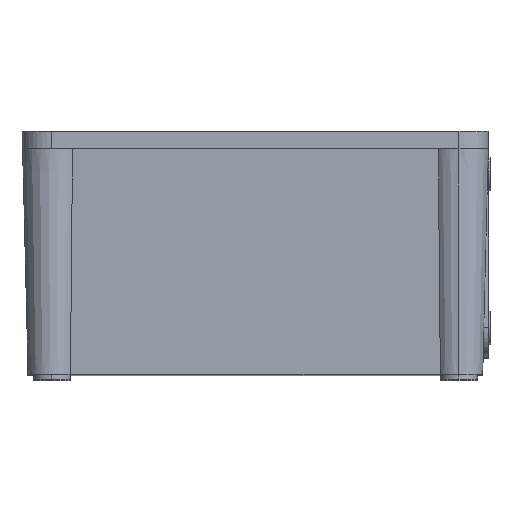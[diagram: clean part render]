
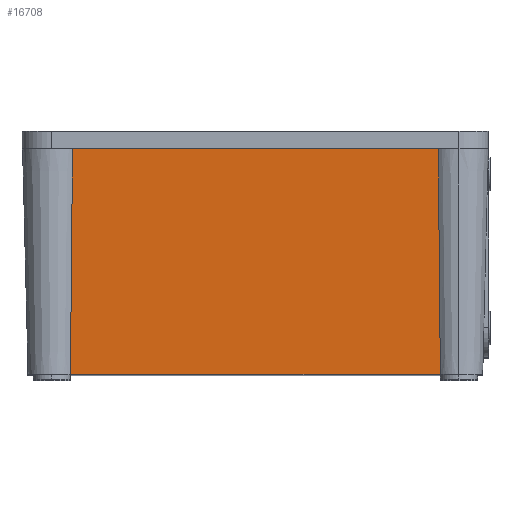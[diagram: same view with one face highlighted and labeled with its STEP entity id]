
A CAD part, top view. The second image highlights one B-rep face of the part: STEP entity #16708.
In plain terms, the highlighted planar face has unit normal (0, -0.026, 1).
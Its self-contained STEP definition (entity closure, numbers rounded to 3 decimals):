
#585 = CARTESIAN_POINT ( 'NONE',  ( 74.5, 0., 183. ) ) ;
#597 = CARTESIAN_POINT ( 'NONE',  ( -74.5, 0., 183. ) ) ;
#679 = EDGE_CURVE ( 'NONE', #9889, #17648, #14032, .T. ) ;
#886 = CARTESIAN_POINT ( 'NONE',  ( -74.5, 0., 183. ) ) ;
#2147 = AXIS2_PLACEMENT_3D ( 'NONE', #16244, #7710, #13432 ) ;
#2346 = CARTESIAN_POINT ( 'NONE',  ( 74.203, 28.641, 183.75 ) ) ;
#2638 = EDGE_LOOP ( 'NONE', ( #2888, #4977, #12134, #15571 ) ) ;
#2888 = ORIENTED_EDGE ( 'NONE', *, *, #14172, .F. ) ;
#3429 = CARTESIAN_POINT ( 'NONE',  ( -73.656, 90.8, 185.378 ) ) ;
#4797 = FACE_OUTER_BOUND ( 'NONE', #2638, .T. ) ;
#4969 = LINE ( 'NONE', #8302, #14165 ) ;
#4977 = ORIENTED_EDGE ( 'NONE', *, *, #8753, .F. ) ;
#5111 = CARTESIAN_POINT ( 'NONE',  ( 74.5, 0., 183. ) ) ;
#6269 = VERTEX_POINT ( 'NONE', #13617 ) ;
#6830 = CARTESIAN_POINT ( 'NONE',  ( -73.656, 90.8, 185.378 ) ) ;
#7710 = DIRECTION ( 'NONE',  ( 0., -0.026, 1. ) ) ;
#7729 = EDGE_CURVE ( 'NONE', #6269, #17648, #13629, .T. ) ;
#8085 = DIRECTION ( 'NONE',  ( 1., 0., 0. ) ) ;
#8302 = CARTESIAN_POINT ( 'NONE',  ( -81., 90.8, 185.378 ) ) ;
#8753 = EDGE_CURVE ( 'NONE', #9889, #18207, #14218, .T. ) ;
#9889 = VERTEX_POINT ( 'NONE', #597 ) ;
#12134 = ORIENTED_EDGE ( 'NONE', *, *, #679, .T. ) ;
#12299 = CARTESIAN_POINT ( 'NONE',  ( -81., 0., 183. ) ) ;
#12309 = CARTESIAN_POINT ( 'NONE',  ( -74.203, 28.641, 183.75 ) ) ;
#13432 = DIRECTION ( 'NONE',  ( 0., -1., -0.026 ) ) ;
#13617 = CARTESIAN_POINT ( 'NONE',  ( 73.656, 90.8, 185.378 ) ) ;
#13629 =( BOUNDED_CURVE ( )  B_SPLINE_CURVE ( 3, ( #18056, #13938, #2346, #5111 ),
 .UNSPECIFIED., .F., .F. ) 
 B_SPLINE_CURVE_WITH_KNOTS ( ( 4, 4 ),
 ( 2.296, 2.404 ),
 .UNSPECIFIED. ) 
 CURVE ( )  GEOMETRIC_REPRESENTATION_ITEM ( )  RATIONAL_B_SPLINE_CURVE ( ( 1., 0.999, 0.999, 1. ) ) 
 REPRESENTATION_ITEM ( '' )  );
#13938 = CARTESIAN_POINT ( 'NONE',  ( 73.922, 58.937, 184.543 ) ) ;
#14032 = LINE ( 'NONE', #12299, #16468 ) ;
#14155 = DIRECTION ( 'NONE',  ( 1., 0., 0. ) ) ;
#14165 = VECTOR ( 'NONE', #14155, 1000. ) ;
#14172 = EDGE_CURVE ( 'NONE', #18207, #6269, #4969, .T. ) ;
#14218 =( BOUNDED_CURVE ( )  B_SPLINE_CURVE ( 3, ( #886, #12309, #16698, #6830 ),
 .UNSPECIFIED., .F., .F. ) 
 B_SPLINE_CURVE_WITH_KNOTS ( ( 4, 4 ),
 ( 3.879, 3.987 ),
 .UNSPECIFIED. ) 
 CURVE ( )  GEOMETRIC_REPRESENTATION_ITEM ( )  RATIONAL_B_SPLINE_CURVE ( ( 1., 0.999, 0.999, 1. ) ) 
 REPRESENTATION_ITEM ( '' )  );
#14823 = PLANE ( 'NONE',  #2147 ) ;
#15571 = ORIENTED_EDGE ( 'NONE', *, *, #7729, .F. ) ;
#16244 = CARTESIAN_POINT ( 'NONE',  ( -81., 0., 183. ) ) ;
#16468 = VECTOR ( 'NONE', #8085, 1000. ) ;
#16698 = CARTESIAN_POINT ( 'NONE',  ( -73.922, 58.937, 184.543 ) ) ;
#16708 = ADVANCED_FACE ( 'NONE', ( #4797 ), #14823, .T. ) ;
#17648 = VERTEX_POINT ( 'NONE', #585 ) ;
#18056 = CARTESIAN_POINT ( 'NONE',  ( 73.656, 90.8, 185.378 ) ) ;
#18207 = VERTEX_POINT ( 'NONE', #3429 ) ;
